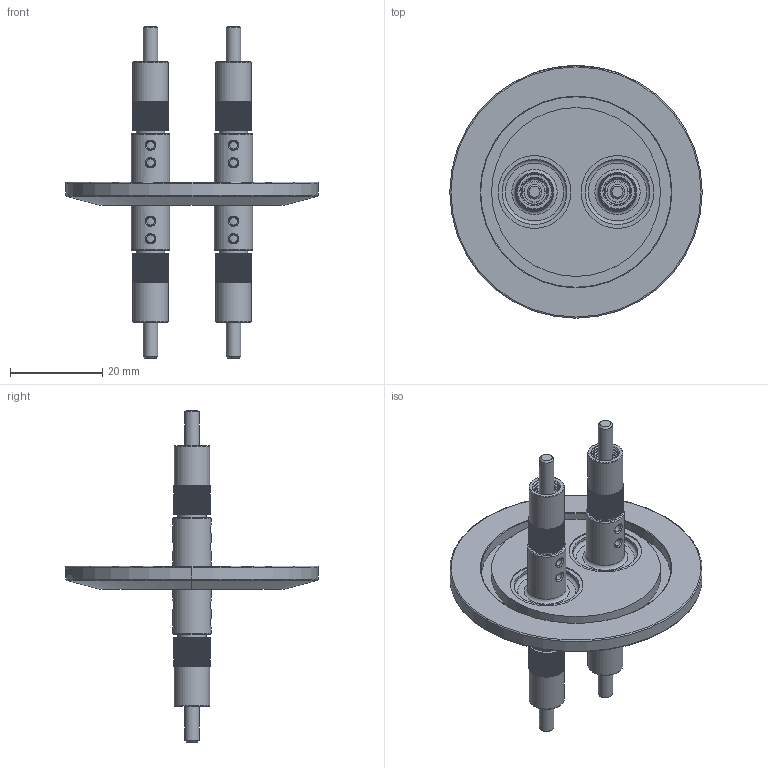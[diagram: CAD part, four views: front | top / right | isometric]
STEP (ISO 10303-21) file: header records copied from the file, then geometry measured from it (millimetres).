
FILE_DESCRIPTION(/* description */ ('Alibre Inc.'),/* implementation_level */ '2;1');
FILE_NAME(/* name */ 'export0',/* time_stamp */ '2018-04-05T14:57:28-07:00',/* author */ (''),/* organization */ (''),/* preprocessor_version */ 'ST-DEVELOPER v14',/* originating_system */ 'Alibre',/* authorisation */ '');
FILE_SCHEMA (('CONFIG_CONTROL_DESIGN'));
Length unit declared in the file: centimetre
Products named in the file (1): ID_1
Bounding box: 54.86 x 54.86 x 72.14 mm (x, y, z)
Volume: 14480.3 mm3; surface area: 10575.6 mm2
Topology: 1 solids, 5 shells, 2634 faces, 7540 edges, 5008 vertices
Faces by surface type: plane 1219, cylinder 1182, bspline 158, cone 52, torus 22, sphere 1
Full cylindrical faces by diameter (mm): 1.694 x12, 3.175 x4, 3.937 x4, 4.572 x8, 4.699 x2, 5.225 x6, 5.537 x4, 5.588 x24, 6.172 x4, 7.061 x4, 7.671 x4, 8.331 x4, 14.122 x2, 15.824 x4
Entity records: 110960 total; most frequent: CARTESIAN_POINT 59396, ORIENTED_EDGE 14620, EDGE_CURVE 7310, DIRECTION 5532, VERTEX_POINT 4930, EDGE_LOOP 2838, FACE_BOUND 2838, ADVANCED_FACE 2610
